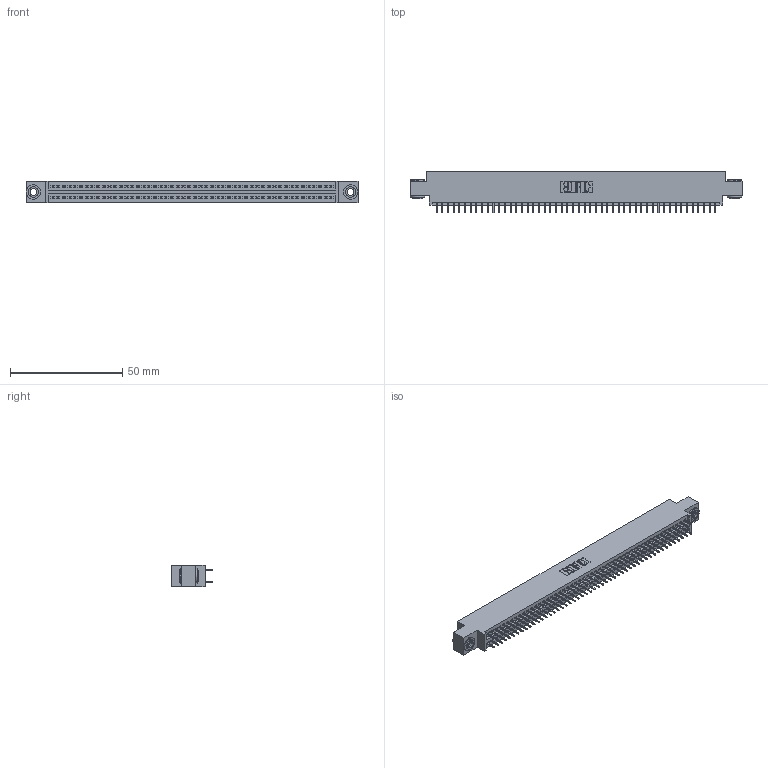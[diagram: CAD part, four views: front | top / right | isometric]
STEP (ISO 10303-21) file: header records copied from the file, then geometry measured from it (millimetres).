
FILE_DESCRIPTION (( 'STEP AP203' ), '1' );
FILE_NAME ('345-100-525-803.STEP', '2020-09-21T18:20:01', ( '' ), ( '' ), 'SwSTEP 2.0', 'SolidWorks 2020', '' );
FILE_SCHEMA (( 'CONFIG_CONTROL_DESIGN' ));
Length unit declared in the file: inch
Products named in the file (4): 345 Part_0.170 Offset - 0.156 Dia-TH; 345-100-525-803; 345-292-001_345-293-125; 345-250-002_345-250-002-102
Assembly tree (103 placements, depth 2):
  345-100-525-803
    345 Part_0.170 Offset - 0.156 Dia-TH
    345-292-001_345-293-125  x100
    345-250-002_345-250-002-102  x2
Bounding box: 148.21 x 18.72 x 9.4 mm (x, y, z)
Volume: 14212.8 mm3; surface area: 21016.3 mm2
Topology: 103 solids, 103 shells, 5568 faces, 15729 edges, 10082 vertices
Faces by surface type: plane 3994, cylinder 1566, cone 8
Entity records: 39010 total; most frequent: CARTESIAN_POINT 6507, ORIENTED_EDGE 6434, DIRECTION 5759, EDGE_CURVE 3217, VECTOR 2865, LINE 2865, VERTEX_POINT 2138, AXIS2_PLACEMENT_3D 1447
